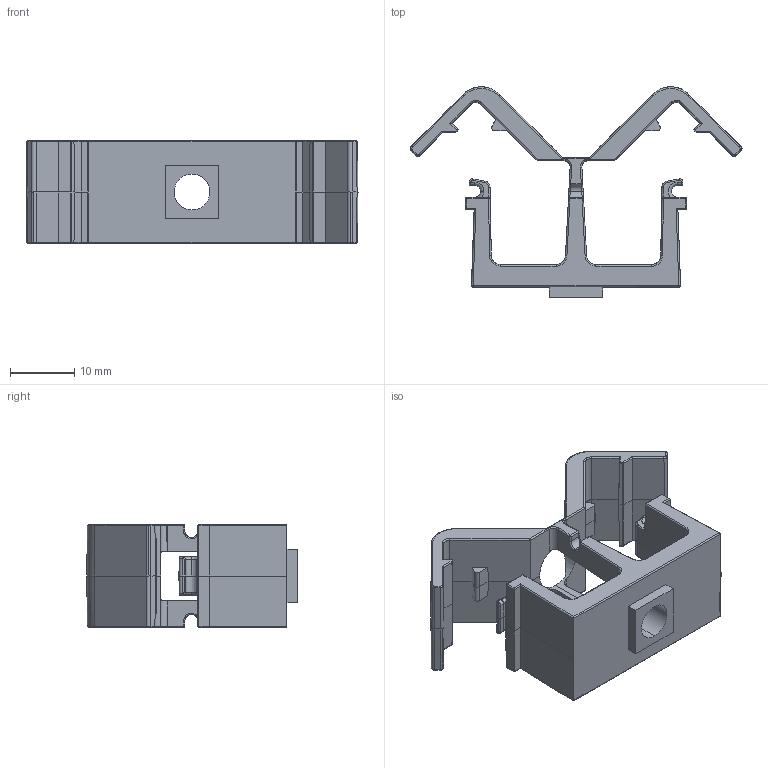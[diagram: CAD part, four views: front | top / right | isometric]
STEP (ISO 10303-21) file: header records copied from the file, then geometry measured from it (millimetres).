
FILE_DESCRIPTION (( 'STEP AP203' ), '1' );
FILE_NAME ('205400100_c_1.STEP', '2023-01-23T03:39:28', ( '' ), ( '' ), 'SwSTEP 2.0', 'SolidWorks 2014', '' );
FILE_SCHEMA (( 'CONFIG_CONTROL_DESIGN' ));
Length unit declared in the file: millimetre
Products named in the file (1): 205400100_c_1
Bounding box: 51.73 x 32.8 x 16 mm (x, y, z)
Volume: 5619.3 mm3; surface area: 5233.4 mm2
Topology: 1 solids, 1 shells, 393 faces, 915 edges, 523 vertices
Faces by surface type: cylinder 181, plane 121, bspline 79, cone 12
Entity records: 14356 total; most frequent: CARTESIAN_POINT 6289, ORIENTED_EDGE 1830, DIRECTION 1379, EDGE_CURVE 915, VERTEX_POINT 523, LINE 479, VECTOR 479, AXIS2_PLACEMENT_3D 450
